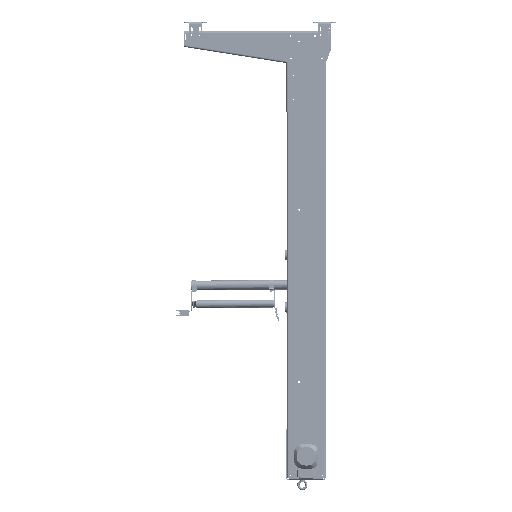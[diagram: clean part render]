
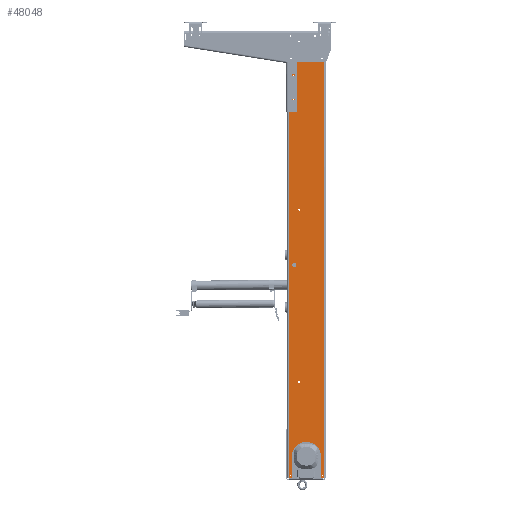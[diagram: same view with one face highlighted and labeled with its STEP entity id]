
A CAD part, front view. The second image highlights one B-rep face of the part: STEP entity #48048.
In plain terms, the highlighted face is planar.
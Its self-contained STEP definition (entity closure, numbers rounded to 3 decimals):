
#44384=CARTESIAN_POINT('',(-170.5,-250.,-780.0));
#44385=VERTEX_POINT('',#44384);
#44386=CARTESIAN_POINT('',(-165.,-250.,-780.0));
#44387=DIRECTION('',(0.0,1.0,0.0));
#44388=DIRECTION('',(1.0,0.0,0.0));
#44389=AXIS2_PLACEMENT_3D('',#44386,#44387,#44388);
#44390=CIRCLE('',#44389,5.5);
#44391=EDGE_CURVE('',#44385,#44385,#44390,.T.);
#44424=CARTESIAN_POINT('',(-170.5,-250.,282.));
#44425=VERTEX_POINT('',#44424);
#44426=CARTESIAN_POINT('',(-165.,-250.,282.));
#44427=DIRECTION('',(0.0,1.0,0.0));
#44428=DIRECTION('',(1.0,0.0,0.0));
#44429=AXIS2_PLACEMENT_3D('',#44426,#44427,#44428);
#44430=CIRCLE('',#44429,5.5);
#44431=EDGE_CURVE('',#44425,#44425,#44430,.T.);
#44464=CARTESIAN_POINT('',(-51.458,-250.,52.5));
#44465=VERTEX_POINT('',#44464);
#44466=CARTESIAN_POINT('',(-49.,-250.,52.5));
#44467=DIRECTION('',(0.0,1.0,0.0));
#44468=DIRECTION('',(1.0,0.0,0.0));
#44469=AXIS2_PLACEMENT_3D('',#44466,#44467,#44468);
#44470=CIRCLE('',#44469,2.459);
#44471=EDGE_CURVE('',#44465,#44465,#44470,.T.);
#44504=CARTESIAN_POINT('',(-103.458,-250.,52.5));
#44505=VERTEX_POINT('',#44504);
#44506=CARTESIAN_POINT('',(-101.,-250.,52.5));
#44507=DIRECTION('',(0.0,1.0,0.0));
#44508=DIRECTION('',(1.0,0.0,0.0));
#44509=AXIS2_PLACEMENT_3D('',#44506,#44507,#44508);
#44510=CIRCLE('',#44509,2.459);
#44511=EDGE_CURVE('',#44505,#44505,#44510,.T.);
#44544=CARTESIAN_POINT('',(-203.323,-250.,963.0));
#44545=VERTEX_POINT('',#44544);
#44546=CARTESIAN_POINT('',(-200.,-250.,963.0));
#44547=DIRECTION('',(0.0,1.0,0.0));
#44548=DIRECTION('',(1.0,0.0,0.0));
#44549=AXIS2_PLACEMENT_3D('',#44546,#44547,#44548);
#44550=CIRCLE('',#44549,3.324);
#44551=EDGE_CURVE('',#44545,#44545,#44550,.T.);
#44584=CARTESIAN_POINT('',(-203.323,-250.,1113.0));
#44585=VERTEX_POINT('',#44584);
#44586=CARTESIAN_POINT('',(-200.,-250.,1113.0));
#44587=DIRECTION('',(0.0,1.0,0.0));
#44588=DIRECTION('',(1.0,0.0,0.0));
#44589=AXIS2_PLACEMENT_3D('',#44586,#44587,#44588);
#44590=CIRCLE('',#44589,3.324);
#44591=EDGE_CURVE('',#44585,#44585,#44590,.T.);
#47644=CARTESIAN_POINT('',(-208.,-250.,-57.5));
#47645=VERTEX_POINT('',#47644);
#47646=CARTESIAN_POINT('',(-195.,-250.,-57.5));
#47647=DIRECTION('',(0.0,1.0,0.0));
#47648=DIRECTION('',(1.0,0.0,0.0));
#47649=AXIS2_PLACEMENT_3D('',#47646,#47647,#47648);
#47650=CIRCLE('',#47649,13.0);
#47651=EDGE_CURVE('',#47645,#47645,#47650,.T.);
#47684=CARTESIAN_POINT('',(-26.,-250.,-1355.0));
#47685=VERTEX_POINT('',#47684);
#47686=CARTESIAN_POINT('',(-22.5,-250.,-1355.0));
#47687=DIRECTION('',(0.0,1.0,0.0));
#47688=DIRECTION('',(1.0,0.0,0.0));
#47689=AXIS2_PLACEMENT_3D('',#47686,#47687,#47688);
#47690=CIRCLE('',#47689,3.5);
#47691=EDGE_CURVE('',#47685,#47685,#47690,.T.);
#47724=CARTESIAN_POINT('',(-221.,-250.,-1355.0));
#47725=VERTEX_POINT('',#47724);
#47726=CARTESIAN_POINT('',(-217.5,-250.,-1355.0));
#47727=DIRECTION('',(0.0,1.0,0.0));
#47728=DIRECTION('',(1.0,0.0,0.0));
#47729=AXIS2_PLACEMENT_3D('',#47726,#47727,#47728);
#47730=CIRCLE('',#47729,3.5);
#47731=EDGE_CURVE('',#47725,#47725,#47730,.T.);
#47793=CARTESIAN_POINT('',(-210.,-250.,-1240.0));
#47794=VERTEX_POINT('',#47793);
#47801=CARTESIAN_POINT('',(-210.,-250.,-1375.0));
#47802=VERTEX_POINT('',#47801);
#47803=CARTESIAN_POINT('',(-210.,-250.,-1375.0));
#47804=DIRECTION('',(0.0,0.0,1.0));
#47805=VECTOR('',#47804,135.0);
#47806=LINE('',#47803,#47805);
#47807=EDGE_CURVE('',#47802,#47794,#47806,.T.);
#47873=CARTESIAN_POINT('',(-30.,-250.,-1375.0));
#47874=VERTEX_POINT('',#47873);
#47881=CARTESIAN_POINT('',(-30.,-250.,-1240.0));
#47882=VERTEX_POINT('',#47881);
#47883=CARTESIAN_POINT('',(-30.,-250.,-1240.0));
#47884=DIRECTION('',(0.0,0.0,-1.0));
#47885=VECTOR('',#47884,135.0);
#47886=LINE('',#47883,#47885);
#47887=EDGE_CURVE('',#47882,#47874,#47886,.T.);
#47912=CARTESIAN_POINT('',(-120.,-250.,-1240.0));
#47913=DIRECTION('',(0.0,1.0,0.0));
#47914=DIRECTION('',(-1.0,0.0,0.0));
#47915=AXIS2_PLACEMENT_3D('',#47912,#47913,#47914);
#47916=CIRCLE('',#47915,90.0);
#47917=EDGE_CURVE('',#47794,#47882,#47916,.T.);
#47930=CARTESIAN_POINT('',(-10.,-250.,-1375.0));
#47931=VERTEX_POINT('',#47930);
#47938=CARTESIAN_POINT('',(-10.,-250.,-1375.0));
#47939=DIRECTION('',(-1.0,0.0,0.0));
#47940=VECTOR('',#47939,20.);
#47941=LINE('',#47938,#47940);
#47942=EDGE_CURVE('',#47931,#47874,#47941,.T.);
#47953=CARTESIAN_POINT('',(-230.,-250.,-1375.0));
#47954=VERTEX_POINT('',#47953);
#47955=CARTESIAN_POINT('',(-210.,-250.,-1375.0));
#47956=DIRECTION('',(-1.0,0.0,0.0));
#47957=VECTOR('',#47956,20.);
#47958=LINE('',#47955,#47957);
#47959=EDGE_CURVE('',#47802,#47954,#47958,.T.);
#47971=CARTESIAN_POINT('',(240.,-250.,0.));
#47972=DIRECTION('',(0.0,1.0,0.0));
#47973=DIRECTION('',(0.0,0.0,-1.0));
#47974=AXIS2_PLACEMENT_3D('',#47971,#47972,#47973);
#47975=PLANE('',#47974);
#47976=CARTESIAN_POINT('',(-230.,-250.,1192.0));
#47977=VERTEX_POINT('',#47976);
#47978=CARTESIAN_POINT('',(-10.,-250.,1192.0));
#47979=VERTEX_POINT('',#47978);
#47980=CARTESIAN_POINT('',(-230.,-250.,1192.0));
#47981=DIRECTION('',(1.0,0.0,0.0));
#47982=VECTOR('',#47981,220.0);
#47983=LINE('',#47980,#47982);
#47984=EDGE_CURVE('',#47977,#47979,#47983,.T.);
#47985=ORIENTED_EDGE('',*,*,#47984,.F.);
#47986=CARTESIAN_POINT('',(-230.,-250.,1160.0));
#47987=VERTEX_POINT('',#47986);
#47988=CARTESIAN_POINT('',(-230.,-250.,1160.0));
#47989=DIRECTION('',(0.0,0.0,1.0));
#47990=VECTOR('',#47989,32.0);
#47991=LINE('',#47988,#47990);
#47992=EDGE_CURVE('',#47987,#47977,#47991,.T.);
#47993=ORIENTED_EDGE('',*,*,#47992,.F.);
#47994=CARTESIAN_POINT('',(-230.,-250.,950.0));
#47995=VERTEX_POINT('',#47994);
#47996=CARTESIAN_POINT('',(-230.,-250.,950.0));
#47997=DIRECTION('',(0.0,0.0,1.0));
#47998=VECTOR('',#47997,210.0);
#47999=LINE('',#47996,#47998);
#48000=EDGE_CURVE('',#47995,#47987,#47999,.T.);
#48001=ORIENTED_EDGE('',*,*,#48000,.F.);
#48002=CARTESIAN_POINT('',(-230.,-250.,-1375.0));
#48003=DIRECTION('',(0.0,0.0,1.0));
#48004=VECTOR('',#48003,2325.0);
#48005=LINE('',#48002,#48004);
#48006=EDGE_CURVE('',#47954,#47995,#48005,.T.);
#48007=ORIENTED_EDGE('',*,*,#48006,.F.);
#48008=ORIENTED_EDGE('',*,*,#47959,.F.);
#48009=ORIENTED_EDGE('',*,*,#47807,.T.);
#48010=ORIENTED_EDGE('',*,*,#47917,.T.);
#48011=ORIENTED_EDGE('',*,*,#47887,.T.);
#48012=ORIENTED_EDGE('',*,*,#47942,.F.);
#48013=CARTESIAN_POINT('',(-10.,-250.,-1375.0));
#48014=DIRECTION('',(0.0,0.0,1.0));
#48015=VECTOR('',#48014,2567.0);
#48016=LINE('',#48013,#48015);
#48017=EDGE_CURVE('',#47931,#47979,#48016,.T.);
#48018=ORIENTED_EDGE('',*,*,#48017,.T.);
#48019=EDGE_LOOP('',(#47985,#47993,#48001,#48007,#48008,#48009,#48010,#48011,#48012,#48018));
#48020=FACE_OUTER_BOUND('',#48019,.T.);
#48021=ORIENTED_EDGE('',*,*,#44391,.T.);
#48022=EDGE_LOOP('',(#48021));
#48023=FACE_BOUND('',#48022,.T.);
#48024=ORIENTED_EDGE('',*,*,#44431,.T.);
#48025=EDGE_LOOP('',(#48024));
#48026=FACE_BOUND('',#48025,.T.);
#48027=ORIENTED_EDGE('',*,*,#44471,.T.);
#48028=EDGE_LOOP('',(#48027));
#48029=FACE_BOUND('',#48028,.T.);
#48030=ORIENTED_EDGE('',*,*,#44511,.T.);
#48031=EDGE_LOOP('',(#48030));
#48032=FACE_BOUND('',#48031,.T.);
#48033=ORIENTED_EDGE('',*,*,#44551,.T.);
#48034=EDGE_LOOP('',(#48033));
#48035=FACE_BOUND('',#48034,.T.);
#48036=ORIENTED_EDGE('',*,*,#44591,.T.);
#48037=EDGE_LOOP('',(#48036));
#48038=FACE_BOUND('',#48037,.T.);
#48039=ORIENTED_EDGE('',*,*,#47651,.T.);
#48040=EDGE_LOOP('',(#48039));
#48041=FACE_BOUND('',#48040,.T.);
#48042=ORIENTED_EDGE('',*,*,#47691,.T.);
#48043=EDGE_LOOP('',(#48042));
#48044=FACE_BOUND('',#48043,.T.);
#48045=ORIENTED_EDGE('',*,*,#47731,.T.);
#48046=EDGE_LOOP('',(#48045));
#48047=FACE_BOUND('',#48046,.T.);
#48048=ADVANCED_FACE('',(#48020,#48023,#48026,#48029,#48032,#48035,#48038,#48041,#48044,#48047),#47975,.F.);
